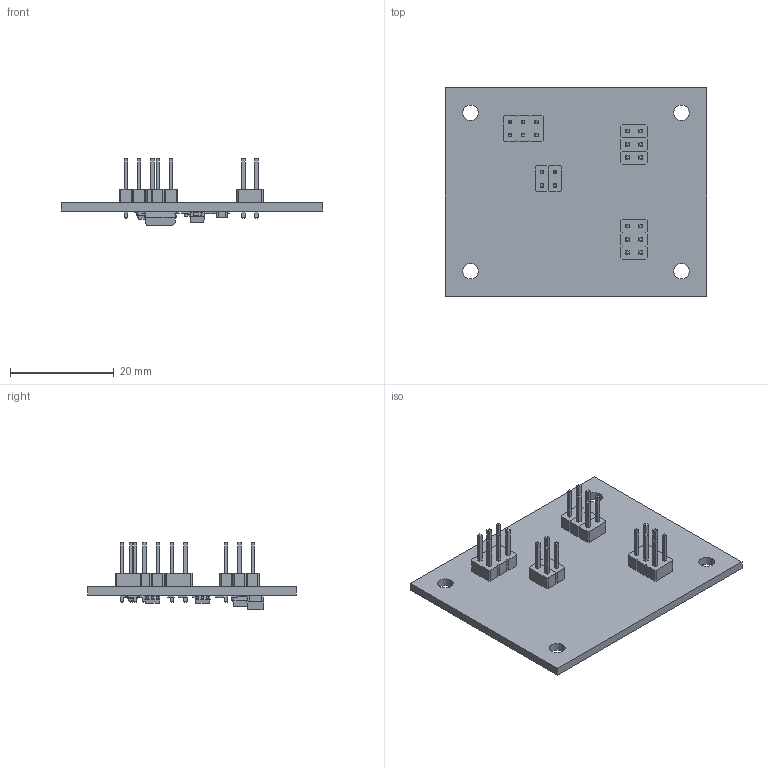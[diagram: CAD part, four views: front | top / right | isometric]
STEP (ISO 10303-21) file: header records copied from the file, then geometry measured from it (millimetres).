
FILE_DESCRIPTION(('KiCad electronic assembly'),'2;1');
FILE_NAME('PCRD06A.step','2022-04-06T12:55:35',('Pcbnew'),('Kicad'), 'Open CASCADE STEP processor 7.5','KiCad to STEP converter','Unknown' );
FILE_SCHEMA(('AUTOMOTIVE_DESIGN { 1 0 10303 214 1 1 1 1 }'));
Length unit declared in the file: millimetre
Products named in the file (18): PCRD06A 1; PinHeader_2x03_P2.54mm_Vertical; SOLID; PinHeader_2x01_P2.54mm_Vertical; R_0805_2012Metric; TSOT-23-5; CP_EIA-6032-28_Kemet-C; D_SMA; C_0805_2012Metric; SOT-23-5; tmpb1vdoltj PCB
Assembly tree (37 placements, depth 3):
  PCRD06A 1
    PinHeader_2x03_P2.54mm_Vertical  x2
      SOLID
    PinHeader_2x01_P2.54mm_Vertical  x5
      SOLID
    R_0805_2012Metric  x15
      SOLID
    TSOT-23-5
      SOLID
    CP_EIA-6032-28_Kemet-C
      SOLID
    D_SMA
      SOLID
    C_0805_2012Metric
      SOLID
    SOT-23-5  x2
      SOLID
    tmpb1vdoltj PCB
Bounding box: 50.29 x 40.13 x 13.04 mm (x, y, z)
Volume: 3708.7 mm3; surface area: 5852.7 mm2
Topology: 29 solids, 29 shells, 1354 faces, 3361 edges, 2114 vertices
Faces by surface type: bspline 1322, cylinder 26, plane 6
Full cylindrical faces by diameter (mm): 0.889 x22, 3 x4
Entity records: 36871 total; most frequent: CARTESIAN_POINT 13561, B_SPLINE_CURVE_WITH_KNOTS 3702, ORIENTED_EDGE 2832, PCURVE 2832, DEFINITIONAL_REPRESENTATION 2832, EDGE_CURVE 1416, SURFACE_CURVE 1390, VERTEX_POINT 888
